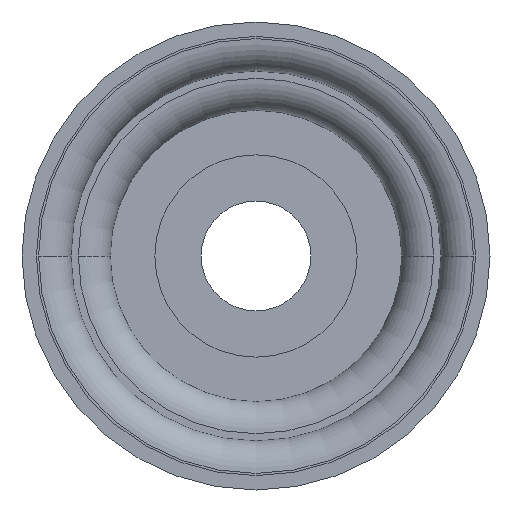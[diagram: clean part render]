
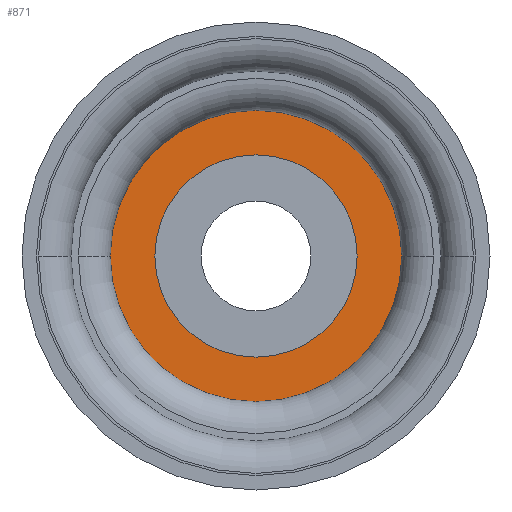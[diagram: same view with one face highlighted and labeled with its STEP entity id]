
A CAD part, front view. The second image highlights one B-rep face of the part: STEP entity #871.
In plain terms, the highlighted planar face has unit normal (0, -1, 0).
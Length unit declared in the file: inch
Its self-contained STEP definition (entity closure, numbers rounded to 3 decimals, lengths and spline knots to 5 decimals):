
#274=CARTESIAN_POINT('',(0.,0.433,0.));
#275=DIRECTION('',(0.,-1.,0.));
#276=DIRECTION('',(1.,0.,0.));
#277=AXIS2_PLACEMENT_3D('',#274,#275,#276);
#279=CARTESIAN_POINT('',(0.,0.433,0.));
#280=DIRECTION('',(0.,1.,0.));
#281=DIRECTION('',(1.,0.,0.));
#282=AXIS2_PLACEMENT_3D('',#279,#280,#281);
#284=CARTESIAN_POINT('',(0.,0.433,0.));
#285=DIRECTION('',(0.,1.,0.));
#286=DIRECTION('',(0.,0.,-1.));
#287=AXIS2_PLACEMENT_3D('',#284,#285,#286);
#289=CARTESIAN_POINT('',(0.,0.433,0.));
#290=DIRECTION('',(0.,1.,0.));
#291=DIRECTION('',(0.,0.,1.));
#292=AXIS2_PLACEMENT_3D('',#289,#290,#291);
#407=CARTESIAN_POINT('',(0.79707,0.433,0.));
#409=VERTEX_POINT('',#407);
#415=CARTESIAN_POINT('',(-0.79707,0.433,0.));
#417=VERTEX_POINT('',#415);
#430=CARTESIAN_POINT('',(0.,0.433,-0.553));
#431=CARTESIAN_POINT('',(0.,0.433,0.553));
#432=VERTEX_POINT('',#430);
#433=VERTEX_POINT('',#431);
#856=CARTESIAN_POINT('',(0.,0.433,0.));
#857=DIRECTION('',(0.,1.,0.));
#858=DIRECTION('',(1.,0.,0.));
#859=AXIS2_PLACEMENT_3D('',#856,#857,#858);
#860=PLANE('',#859);
#861=ORIENTED_EDGE('',*,*,#835,.F.);
#862=ORIENTED_EDGE('',*,*,#851,.T.);
#863=EDGE_LOOP('',(#861,#862));
#864=FACE_OUTER_BOUND('',#863,.F.);
#866=ORIENTED_EDGE('',*,*,#865,.F.);
#868=ORIENTED_EDGE('',*,*,#867,.F.);
#869=EDGE_LOOP('',(#866,#868));
#870=FACE_BOUND('',#869,.F.);
#871=ADVANCED_FACE('',(#864,#870),#860,.F.);
#278=CIRCLE('',#277,0.79707);
#283=CIRCLE('',#282,0.79707);
#288=CIRCLE('',#287,0.553);
#293=CIRCLE('',#292,0.553);
#835=EDGE_CURVE('',#409,#417,#278,.T.);
#851=EDGE_CURVE('',#409,#417,#283,.T.);
#865=EDGE_CURVE('',#432,#433,#288,.T.);
#867=EDGE_CURVE('',#433,#432,#293,.T.);
